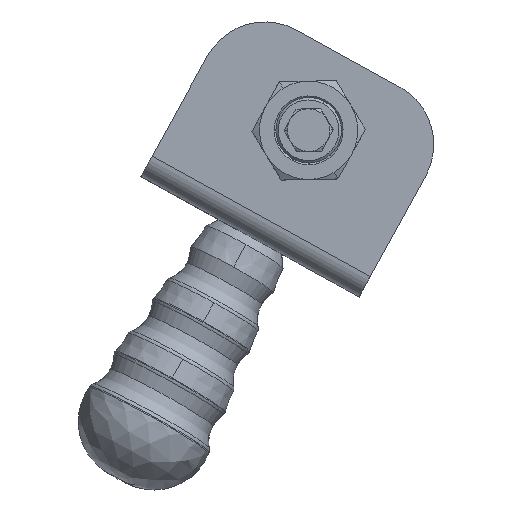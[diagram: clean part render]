
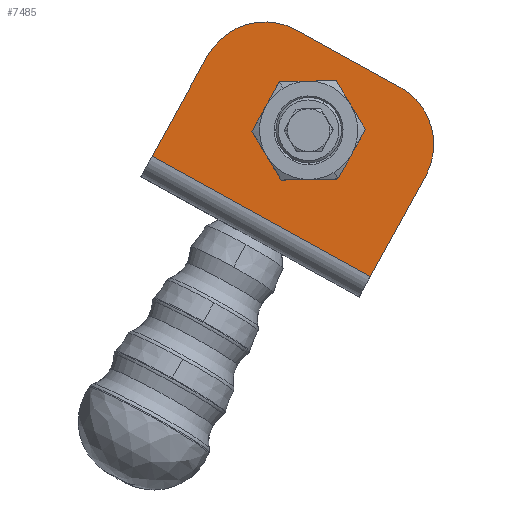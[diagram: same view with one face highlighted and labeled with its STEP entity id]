
A CAD part, top view. The second image highlights one B-rep face of the part: STEP entity #7485.
In plain terms, the highlighted planar face has unit normal (0, 0, 1).
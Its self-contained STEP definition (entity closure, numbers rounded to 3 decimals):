
#2207=CARTESIAN_POINT('',(-22.661,-8.896,-17.869));
#2208=VERTEX_POINT('',#2207);
#2217=CARTESIAN_POINT('',(-24.363,-24.108,-17.869));
#2218=VERTEX_POINT('',#2217);
#2219=CARTESIAN_POINT('',(-41.875,-14.448,-17.869));
#2220=DIRECTION('',(0.,0.,-1.0));
#2221=DIRECTION('',(0.961,0.278,0.));
#2222=AXIS2_PLACEMENT_3D('',#2219,#2220,#2221);
#2223=CIRCLE('',#2222,20.);
#2224=EDGE_CURVE('',#2208,#2218,#2223,.T.);
#2249=CARTESIAN_POINT('',(-78.949,22.156,-17.869));
#2250=VERTEX_POINT('',#2249);
#2259=CARTESIAN_POINT('',(-63.736,20.454,-17.869));
#2260=VERTEX_POINT('',#2259);
#2261=CARTESIAN_POINT('',(-73.397,2.942,-17.869));
#2262=DIRECTION('',(0.,0.,-1.));
#2263=DIRECTION('',(-0.278,0.961,0.));
#2264=AXIS2_PLACEMENT_3D('',#2261,#2262,#2263);
#2265=CIRCLE('',#2264,20.0);
#2266=EDGE_CURVE('',#2250,#2260,#2265,.T.);
#4444=CARTESIAN_POINT('',(-67.803,2.711,-17.869));
#4445=VERTEX_POINT('',#4444);
#4452=CARTESIAN_POINT('',(-60.344,4.866,-17.869));
#4453=VERTEX_POINT('',#4452);
#4467=CARTESIAN_POINT('',(-60.051,-10.131,-17.869));
#4468=DIRECTION('',(0.,0.,-1.));
#4469=DIRECTION('',(-0.517,0.856,0.));
#4470=AXIS2_PLACEMENT_3D('',#4467,#4468,#4469);
#4471=CIRCLE('',#4470,15.);
#4472=EDGE_CURVE('',#4445,#4453,#4471,.T.);
#4482=CARTESIAN_POINT('',(-52.3,-22.973,-17.869));
#4483=VERTEX_POINT('',#4482);
#4492=CARTESIAN_POINT('',(-46.917,-17.376,-17.869));
#4493=VERTEX_POINT('',#4492);
#4494=CARTESIAN_POINT('',(-60.051,-10.131,-17.869));
#4495=DIRECTION('',(0.,0.,-1.));
#4496=DIRECTION('',(-0.517,0.856,0.));
#4497=AXIS2_PLACEMENT_3D('',#4494,#4495,#4496);
#4498=CIRCLE('',#4497,15.);
#4499=EDGE_CURVE('',#4493,#4483,#4498,.T.);
#6879=CARTESIAN_POINT('',(-72.893,-17.882,-17.869));
#6880=VERTEX_POINT('',#6879);
#6896=CARTESIAN_POINT('',(-59.759,-25.128,-17.869));
#6897=VERTEX_POINT('',#6896);
#6898=CARTESIAN_POINT('',(-60.051,-10.131,-17.869));
#6899=DIRECTION('',(0.,0.,-1.));
#6900=DIRECTION('',(-0.517,0.856,0.));
#6901=AXIS2_PLACEMENT_3D('',#6898,#6899,#6900);
#6902=CIRCLE('',#6901,15.);
#6903=EDGE_CURVE('',#6897,#6880,#6902,.T.);
#6940=CARTESIAN_POINT('',(-60.051,-10.131,-17.869));
#6941=DIRECTION('',(0.,0.,-1.));
#6942=DIRECTION('',(-0.517,0.856,0.));
#6943=AXIS2_PLACEMENT_3D('',#6940,#6941,#6942);
#6944=CIRCLE('',#6943,15.);
#6945=EDGE_CURVE('',#4483,#6897,#6944,.T.);
#6955=CARTESIAN_POINT('',(-73.185,-2.885,-17.869));
#6956=VERTEX_POINT('',#6955);
#6972=CARTESIAN_POINT('',(-60.051,-10.131,-17.869));
#6973=DIRECTION('',(0.,0.,-1.));
#6974=DIRECTION('',(-0.517,0.856,0.));
#6975=AXIS2_PLACEMENT_3D('',#6972,#6973,#6974);
#6976=CIRCLE('',#6975,15.);
#6977=EDGE_CURVE('',#6880,#6956,#6976,.T.);
#7002=CARTESIAN_POINT('',(-47.21,-2.379,-17.869));
#7003=VERTEX_POINT('',#7002);
#7030=CARTESIAN_POINT('',(-60.051,-10.131,-17.869));
#7031=DIRECTION('',(0.,0.,-1.));
#7032=DIRECTION('',(-0.517,0.856,0.));
#7033=AXIS2_PLACEMENT_3D('',#7030,#7031,#7032);
#7034=CIRCLE('',#7033,15.);
#7035=EDGE_CURVE('',#7003,#4493,#7034,.T.);
#7046=CARTESIAN_POINT('',(-60.051,-10.131,-17.869));
#7047=DIRECTION('',(0.,0.,-1.));
#7048=DIRECTION('',(-0.517,0.856,0.));
#7049=AXIS2_PLACEMENT_3D('',#7046,#7047,#7048);
#7050=CIRCLE('',#7049,15.);
#7051=EDGE_CURVE('',#6956,#4445,#7050,.T.);
#7102=CARTESIAN_POINT('',(-60.051,-10.131,-17.869));
#7103=DIRECTION('',(0.,0.,-1.));
#7104=DIRECTION('',(-0.517,0.856,0.));
#7105=AXIS2_PLACEMENT_3D('',#7102,#7103,#7104);
#7106=CIRCLE('',#7105,15.);
#7107=EDGE_CURVE('',#4453,#7003,#7106,.T.);
#7420=CARTESIAN_POINT('',(-62.95,-15.384,-17.869));
#7421=DIRECTION('',(0.0,0.0,-1.0));
#7422=DIRECTION('',(-0.876,0.483,0.0));
#7423=AXIS2_PLACEMENT_3D('',#7420,#7421,#7422);
#7424=PLANE('',#7423);
#7425=CARTESIAN_POINT('',(-90.909,12.603,-17.869));
#7426=VERTEX_POINT('',#7425);
#7427=CARTESIAN_POINT('',(-73.397,2.942,-17.869));
#7428=DIRECTION('',(0.,0.,-1.));
#7429=DIRECTION('',(-0.278,0.961,0.));
#7430=AXIS2_PLACEMENT_3D('',#7427,#7428,#7429);
#7431=CIRCLE('',#7430,20.0);
#7432=EDGE_CURVE('',#7426,#2250,#7431,.T.);
#7433=ORIENTED_EDGE('',*,*,#7432,.F.);
#7434=CARTESIAN_POINT('',(-107.815,-18.043,-17.869));
#7435=VERTEX_POINT('',#7434);
#7436=CARTESIAN_POINT('',(-107.815,-18.043,-17.869));
#7437=DIRECTION('',(0.483,0.876,0.));
#7438=VECTOR('',#7437,35.);
#7439=LINE('',#7436,#7438);
#7440=EDGE_CURVE('',#7435,#7426,#7439,.T.);
#7441=ORIENTED_EDGE('',*,*,#7440,.F.);
#7442=CARTESIAN_POINT('',(-41.27,-54.754,-17.869));
#7443=VERTEX_POINT('',#7442);
#7444=CARTESIAN_POINT('',(-107.815,-18.043,-17.869));
#7445=DIRECTION('',(0.876,-0.483,0.));
#7446=VECTOR('',#7445,76.0);
#7447=LINE('',#7444,#7446);
#7448=EDGE_CURVE('',#7435,#7443,#7447,.T.);
#7449=ORIENTED_EDGE('',*,*,#7448,.T.);
#7450=CARTESIAN_POINT('',(-24.363,-24.108,-17.869));
#7451=DIRECTION('',(-0.483,-0.876,0.));
#7452=VECTOR('',#7451,35.);
#7453=LINE('',#7450,#7452);
#7454=EDGE_CURVE('',#2218,#7443,#7453,.T.);
#7455=ORIENTED_EDGE('',*,*,#7454,.F.);
#7456=ORIENTED_EDGE('',*,*,#2224,.F.);
#7457=CARTESIAN_POINT('',(-32.215,3.064,-17.869));
#7458=VERTEX_POINT('',#7457);
#7459=CARTESIAN_POINT('',(-41.875,-14.448,-17.869));
#7460=DIRECTION('',(0.,0.,-1.0));
#7461=DIRECTION('',(0.961,0.278,0.));
#7462=AXIS2_PLACEMENT_3D('',#7459,#7460,#7461);
#7463=CIRCLE('',#7462,20.);
#7464=EDGE_CURVE('',#7458,#2208,#7463,.T.);
#7465=ORIENTED_EDGE('',*,*,#7464,.F.);
#7466=CARTESIAN_POINT('',(-63.736,20.454,-17.869));
#7467=DIRECTION('',(0.876,-0.483,0.));
#7468=VECTOR('',#7467,36.);
#7469=LINE('',#7466,#7468);
#7470=EDGE_CURVE('',#2260,#7458,#7469,.T.);
#7471=ORIENTED_EDGE('',*,*,#7470,.F.);
#7472=ORIENTED_EDGE('',*,*,#2266,.F.);
#7473=EDGE_LOOP('',(#7433,#7441,#7449,#7455,#7456,#7465,#7471,#7472));
#7474=FACE_OUTER_BOUND('',#7473,.T.);
#7475=ORIENTED_EDGE('',*,*,#6903,.T.);
#7476=ORIENTED_EDGE('',*,*,#6977,.T.);
#7477=ORIENTED_EDGE('',*,*,#7051,.T.);
#7478=ORIENTED_EDGE('',*,*,#4472,.T.);
#7479=ORIENTED_EDGE('',*,*,#7107,.T.);
#7480=ORIENTED_EDGE('',*,*,#7035,.T.);
#7481=ORIENTED_EDGE('',*,*,#4499,.T.);
#7482=ORIENTED_EDGE('',*,*,#6945,.T.);
#7483=EDGE_LOOP('',(#7475,#7476,#7477,#7478,#7479,#7480,#7481,#7482));
#7484=FACE_BOUND('',#7483,.T.);
#7485=ADVANCED_FACE('',(#7474,#7484),#7424,.F.);
